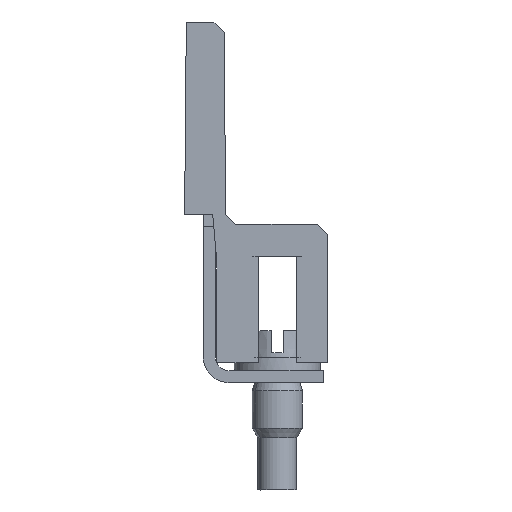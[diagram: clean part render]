
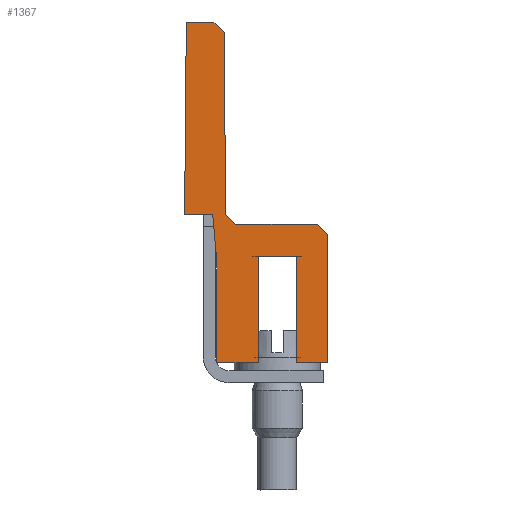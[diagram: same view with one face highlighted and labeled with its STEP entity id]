
A CAD part, left-side view. The second image highlights one B-rep face of the part: STEP entity #1367.
In plain terms, the highlighted planar face has unit normal (-1, 0, 0).
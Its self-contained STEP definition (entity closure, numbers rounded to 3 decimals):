
#1327=AXIS2_PLACEMENT_3D('Plane Axis2P3D',#1324,#1325,#1326) ;
#210=CARTESIAN_POINT('Vertex',(0.163,5.154,22.852)) ;
#213=CARTESIAN_POINT('Line Origine',(0.163,5.115,18.305)) ;
#217=CARTESIAN_POINT('Vertex',(0.163,5.075,13.757)) ;
#545=CARTESIAN_POINT('Vertex',(0.163,4.575,13.257)) ;
#548=CARTESIAN_POINT('Line Origine',(0.163,4.825,13.507)) ;
#569=CARTESIAN_POINT('Vertex',(0.162,0.5,13.257)) ;
#572=CARTESIAN_POINT('Line Origine',(0.163,2.538,13.257)) ;
#611=CARTESIAN_POINT('Vertex',(0.163,0.,12.757)) ;
#614=CARTESIAN_POINT('Line Origine',(0.162,0.25,13.007)) ;
#631=CARTESIAN_POINT('Line Origine',(0.163,0.,9.557)) ;
#635=CARTESIAN_POINT('Vertex',(0.163,0.,6.357)) ;
#655=CARTESIAN_POINT('Line Origine',(0.163,0.778,6.357)) ;
#659=CARTESIAN_POINT('Vertex',(0.163,1.557,6.357)) ;
#683=CARTESIAN_POINT('Vertex',(0.163,1.557,11.657)) ;
#686=CARTESIAN_POINT('Line Origine',(0.163,1.557,9.007)) ;
#703=CARTESIAN_POINT('Line Origine',(0.163,2.5,11.657)) ;
#707=CARTESIAN_POINT('Vertex',(0.163,3.443,11.657)) ;
#740=CARTESIAN_POINT('Line Origine',(0.163,3.443,9.007)) ;
#744=CARTESIAN_POINT('Vertex',(0.163,3.443,6.357)) ;
#759=CARTESIAN_POINT('Line Origine',(0.163,4.484,6.357)) ;
#763=CARTESIAN_POINT('Vertex',(0.163,5.525,6.357)) ;
#787=CARTESIAN_POINT('Vertex',(0.163,5.525,11.482)) ;
#790=CARTESIAN_POINT('Line Origine',(0.163,5.525,8.919)) ;
#811=CARTESIAN_POINT('Vertex',(0.163,5.724,13.754)) ;
#814=CARTESIAN_POINT('Line Origine',(0.163,5.624,12.618)) ;
#831=CARTESIAN_POINT('Line Origine',(0.163,5.724,13.755)) ;
#835=CARTESIAN_POINT('Vertex',(0.163,5.724,13.757)) ;
#1304=CARTESIAN_POINT('Vertex',(0.163,5.659,23.357)) ;
#1307=CARTESIAN_POINT('Line Origine',(0.162,5.407,23.105)) ;
#1324=CARTESIAN_POINT('Axis2P3D Location',(0.163,2.5,6.357)) ;
#1329=CARTESIAN_POINT('Line Origine',(0.163,6.424,13.757)) ;
#1333=CARTESIAN_POINT('Vertex',(0.163,7.125,13.757)) ;
#1336=CARTESIAN_POINT('Line Origine',(0.163,6.35,23.357)) ;
#1340=CARTESIAN_POINT('Vertex',(0.163,7.041,23.357)) ;
#1343=CARTESIAN_POINT('Line Origine',(0.163,7.083,18.557)) ;
#214=DIRECTION('Vector Direction',(0.,-0.009,-1.)) ;
#549=DIRECTION('Vector Direction',(0.,0.707,0.707)) ;
#573=DIRECTION('Vector Direction',(0.,-1.,0.)) ;
#615=DIRECTION('Vector Direction',(0.,-0.707,-0.707)) ;
#632=DIRECTION('Vector Direction',(0.,0.,-1.)) ;
#656=DIRECTION('Vector Direction',(0.,-1.,0.)) ;
#687=DIRECTION('Vector Direction',(0.,0.,-1.)) ;
#704=DIRECTION('Vector Direction',(0.,-1.,0.)) ;
#741=DIRECTION('Vector Direction',(0.,0.,-1.)) ;
#760=DIRECTION('Vector Direction',(0.,-1.,0.)) ;
#791=DIRECTION('Vector Direction',(0.,0.,-1.)) ;
#815=DIRECTION('Vector Direction',(0.,-0.087,-0.996)) ;
#832=DIRECTION('Vector Direction',(0.,0.,-1.)) ;
#1308=DIRECTION('Vector Direction',(0.,-0.707,-0.707)) ;
#1325=DIRECTION('Axis2P3D Direction',(-1.,0.,0.)) ;
#1326=DIRECTION('Axis2P3D XDirection',(0.,-1.,0.)) ;
#1330=DIRECTION('Vector Direction',(0.,-1.,0.)) ;
#1337=DIRECTION('Vector Direction',(0.,-1.,0.)) ;
#1344=DIRECTION('Vector Direction',(0.,0.009,-1.)) ;
#215=VECTOR('Line Direction',#214,1.) ;
#550=VECTOR('Line Direction',#549,1.) ;
#574=VECTOR('Line Direction',#573,1.) ;
#616=VECTOR('Line Direction',#615,1.) ;
#633=VECTOR('Line Direction',#632,1.) ;
#657=VECTOR('Line Direction',#656,1.) ;
#688=VECTOR('Line Direction',#687,1.) ;
#705=VECTOR('Line Direction',#704,1.) ;
#742=VECTOR('Line Direction',#741,1.) ;
#761=VECTOR('Line Direction',#760,1.) ;
#792=VECTOR('Line Direction',#791,1.) ;
#816=VECTOR('Line Direction',#815,1.) ;
#833=VECTOR('Line Direction',#832,1.) ;
#1309=VECTOR('Line Direction',#1308,1.) ;
#1331=VECTOR('Line Direction',#1330,1.) ;
#1338=VECTOR('Line Direction',#1337,1.) ;
#1345=VECTOR('Line Direction',#1344,1.) ;
#1349=ORIENTED_EDGE('',*,*,#1335,.T.) ;
#1350=ORIENTED_EDGE('',*,*,#837,.T.) ;
#1351=ORIENTED_EDGE('',*,*,#818,.T.) ;
#1352=ORIENTED_EDGE('',*,*,#794,.T.) ;
#1353=ORIENTED_EDGE('',*,*,#765,.T.) ;
#1354=ORIENTED_EDGE('',*,*,#746,.T.) ;
#1355=ORIENTED_EDGE('',*,*,#709,.T.) ;
#1356=ORIENTED_EDGE('',*,*,#690,.F.) ;
#1357=ORIENTED_EDGE('',*,*,#661,.T.) ;
#1358=ORIENTED_EDGE('',*,*,#637,.T.) ;
#1359=ORIENTED_EDGE('',*,*,#618,.F.) ;
#1360=ORIENTED_EDGE('',*,*,#576,.T.) ;
#1361=ORIENTED_EDGE('',*,*,#552,.T.) ;
#1362=ORIENTED_EDGE('',*,*,#219,.T.) ;
#1363=ORIENTED_EDGE('',*,*,#1311,.F.) ;
#1364=ORIENTED_EDGE('',*,*,#1342,.T.) ;
#1365=ORIENTED_EDGE('',*,*,#1347,.T.) ;
#1367=ADVANCED_FACE('KU_WQV2.5/9',(#1366),#1328,.T.) ;
#219=EDGE_CURVE('',#218,#211,#216,.F.) ;
#552=EDGE_CURVE('',#546,#218,#551,.T.) ;
#576=EDGE_CURVE('',#570,#546,#575,.F.) ;
#618=EDGE_CURVE('',#570,#612,#617,.T.) ;
#637=EDGE_CURVE('',#636,#612,#634,.F.) ;
#661=EDGE_CURVE('',#660,#636,#658,.T.) ;
#690=EDGE_CURVE('',#660,#684,#689,.F.) ;
#709=EDGE_CURVE('',#708,#684,#706,.T.) ;
#746=EDGE_CURVE('',#745,#708,#743,.F.) ;
#765=EDGE_CURVE('',#764,#745,#762,.T.) ;
#794=EDGE_CURVE('',#788,#764,#793,.T.) ;
#818=EDGE_CURVE('',#812,#788,#817,.T.) ;
#837=EDGE_CURVE('',#836,#812,#834,.T.) ;
#1311=EDGE_CURVE('',#1305,#211,#1310,.T.) ;
#1335=EDGE_CURVE('',#1334,#836,#1332,.T.) ;
#1342=EDGE_CURVE('',#1305,#1341,#1339,.F.) ;
#1347=EDGE_CURVE('',#1341,#1334,#1346,.T.) ;
#1348=EDGE_LOOP('',(#1349,#1350,#1351,#1352,#1353,#1354,#1355,#1356,#1357,#1358,#1359,#1360,#1361,#1362,#1363,#1364,#1365)) ;
#1366=FACE_OUTER_BOUND('',#1348,.T.) ;
#216=LINE('Line',#213,#215) ;
#551=LINE('Line',#548,#550) ;
#575=LINE('Line',#572,#574) ;
#617=LINE('Line',#614,#616) ;
#634=LINE('Line',#631,#633) ;
#658=LINE('Line',#655,#657) ;
#689=LINE('Line',#686,#688) ;
#706=LINE('Line',#703,#705) ;
#743=LINE('Line',#740,#742) ;
#762=LINE('Line',#759,#761) ;
#793=LINE('Line',#790,#792) ;
#817=LINE('Line',#814,#816) ;
#834=LINE('Line',#831,#833) ;
#1310=LINE('Line',#1307,#1309) ;
#1332=LINE('Line',#1329,#1331) ;
#1339=LINE('Line',#1336,#1338) ;
#1346=LINE('Line',#1343,#1345) ;
#1328=PLANE('',#1327) ;
#211=VERTEX_POINT('',#210) ;
#218=VERTEX_POINT('',#217) ;
#546=VERTEX_POINT('',#545) ;
#570=VERTEX_POINT('',#569) ;
#612=VERTEX_POINT('',#611) ;
#636=VERTEX_POINT('',#635) ;
#660=VERTEX_POINT('',#659) ;
#684=VERTEX_POINT('',#683) ;
#708=VERTEX_POINT('',#707) ;
#745=VERTEX_POINT('',#744) ;
#764=VERTEX_POINT('',#763) ;
#788=VERTEX_POINT('',#787) ;
#812=VERTEX_POINT('',#811) ;
#836=VERTEX_POINT('',#835) ;
#1305=VERTEX_POINT('',#1304) ;
#1334=VERTEX_POINT('',#1333) ;
#1341=VERTEX_POINT('',#1340) ;
